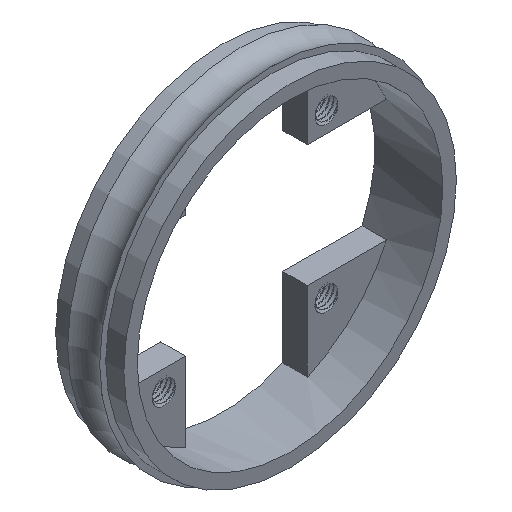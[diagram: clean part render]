
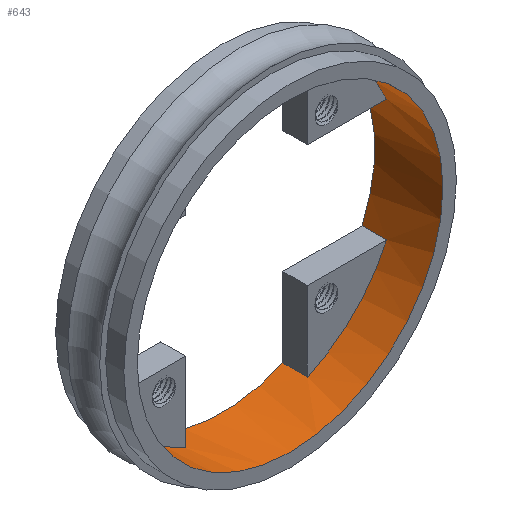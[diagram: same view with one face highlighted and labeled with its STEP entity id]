
A CAD part, isometric view. The second image highlights one B-rep face of the part: STEP entity #643.
In plain terms, the highlighted cylindrical face has radius 18.796 mm (diameter 37.592 mm), a full revolution.
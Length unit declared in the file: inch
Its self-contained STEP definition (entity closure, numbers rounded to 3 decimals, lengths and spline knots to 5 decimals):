
#29=FACE_BOUND('',#195,.T.);
#41=LINE('',#4250,#69);
#44=LINE('',#4255,#72);
#46=LINE('',#4262,#74);
#49=LINE('',#4267,#77);
#51=LINE('',#4274,#79);
#54=LINE('',#4279,#82);
#56=LINE('',#4286,#84);
#59=LINE('',#4291,#87);
#69=VECTOR('',#772,0.3937);
#72=VECTOR('',#777,0.3937);
#74=VECTOR('',#785,0.3937);
#77=VECTOR('',#790,0.3937);
#79=VECTOR('',#798,0.3937);
#82=VECTOR('',#803,0.3937);
#84=VECTOR('',#811,0.3937);
#87=VECTOR('',#816,0.3937);
#145=FACE_OUTER_BOUND('',#194,.T.);
#194=EDGE_LOOP('',(#578,#579,#580,#581,#582,#583,#584,#585,#586,#587,#588,
#589,#590,#591,#592,#593));
#195=EDGE_LOOP('',(#594));
#234=CIRCLE('',#652,0.74);
#238=CIRCLE('',#658,0.74);
#242=CIRCLE('',#664,0.74);
#246=CIRCLE('',#670,0.74);
#257=CIRCLE('',#698,0.74);
#258=CIRCLE('',#699,0.74);
#259=CIRCLE('',#700,0.74);
#260=CIRCLE('',#701,0.74);
#261=CIRCLE('',#703,0.74);
#271=VERTEX_POINT('',#1696);
#272=VERTEX_POINT('',#1697);
#282=VERTEX_POINT('',#2543);
#283=VERTEX_POINT('',#2544);
#293=VERTEX_POINT('',#3390);
#294=VERTEX_POINT('',#3391);
#304=VERTEX_POINT('',#4237);
#305=VERTEX_POINT('',#4238);
#308=VERTEX_POINT('',#4248);
#309=VERTEX_POINT('',#4253);
#311=VERTEX_POINT('',#4260);
#312=VERTEX_POINT('',#4265);
#314=VERTEX_POINT('',#4272);
#315=VERTEX_POINT('',#4277);
#317=VERTEX_POINT('',#4284);
#318=VERTEX_POINT('',#4289);
#324=VERTEX_POINT('',#4312);
#336=EDGE_CURVE('',#271,#272,#234,.T.);
#350=EDGE_CURVE('',#282,#283,#238,.T.);
#364=EDGE_CURVE('',#293,#294,#242,.T.);
#378=EDGE_CURVE('',#304,#305,#246,.T.);
#384=EDGE_CURVE('',#272,#308,#41,.T.);
#387=EDGE_CURVE('',#309,#271,#44,.T.);
#390=EDGE_CURVE('',#294,#311,#46,.T.);
#393=EDGE_CURVE('',#312,#293,#49,.T.);
#396=EDGE_CURVE('',#305,#314,#51,.T.);
#399=EDGE_CURVE('',#315,#304,#54,.T.);
#402=EDGE_CURVE('',#283,#317,#56,.T.);
#405=EDGE_CURVE('',#318,#282,#59,.T.);
#411=EDGE_CURVE('',#317,#312,#257,.T.);
#412=EDGE_CURVE('',#314,#318,#258,.T.);
#413=EDGE_CURVE('',#308,#315,#259,.T.);
#414=EDGE_CURVE('',#311,#309,#260,.T.);
#415=EDGE_CURVE('',#324,#324,#261,.T.);
#578=ORIENTED_EDGE('',*,*,#384,.T.);
#579=ORIENTED_EDGE('',*,*,#413,.T.);
#580=ORIENTED_EDGE('',*,*,#399,.T.);
#581=ORIENTED_EDGE('',*,*,#378,.T.);
#582=ORIENTED_EDGE('',*,*,#396,.T.);
#583=ORIENTED_EDGE('',*,*,#412,.T.);
#584=ORIENTED_EDGE('',*,*,#405,.T.);
#585=ORIENTED_EDGE('',*,*,#350,.T.);
#586=ORIENTED_EDGE('',*,*,#402,.T.);
#587=ORIENTED_EDGE('',*,*,#411,.T.);
#588=ORIENTED_EDGE('',*,*,#393,.T.);
#589=ORIENTED_EDGE('',*,*,#364,.T.);
#590=ORIENTED_EDGE('',*,*,#390,.T.);
#591=ORIENTED_EDGE('',*,*,#414,.T.);
#592=ORIENTED_EDGE('',*,*,#387,.T.);
#593=ORIENTED_EDGE('',*,*,#336,.T.);
#594=ORIENTED_EDGE('',*,*,#415,.F.);
#608=CYLINDRICAL_SURFACE('',#702,0.74);
#643=ADVANCED_FACE('',(#145,#29),#608,.F.);
#652=AXIS2_PLACEMENT_3D('',#1698,#717,#718);
#658=AXIS2_PLACEMENT_3D('',#2545,#731,#732);
#664=AXIS2_PLACEMENT_3D('',#3392,#745,#746);
#670=AXIS2_PLACEMENT_3D('',#4239,#759,#760);
#698=AXIS2_PLACEMENT_3D('',#4307,#837,#838);
#699=AXIS2_PLACEMENT_3D('',#4308,#839,#840);
#700=AXIS2_PLACEMENT_3D('',#4309,#841,#842);
#701=AXIS2_PLACEMENT_3D('',#4310,#843,#844);
#702=AXIS2_PLACEMENT_3D('',#4311,#845,#846);
#703=AXIS2_PLACEMENT_3D('',#4313,#847,#848);
#717=DIRECTION('center_axis',(0.,1.,0.));
#718=DIRECTION('ref_axis',(0.,0.,1.));
#731=DIRECTION('center_axis',(0.,1.,0.));
#732=DIRECTION('ref_axis',(0.,0.,1.));
#745=DIRECTION('center_axis',(0.,1.,0.));
#746=DIRECTION('ref_axis',(0.,0.,1.));
#759=DIRECTION('center_axis',(0.,1.,0.));
#760=DIRECTION('ref_axis',(0.,0.,1.));
#772=DIRECTION('',(0.,1.,0.));
#777=DIRECTION('',(0.,-1.,0.));
#785=DIRECTION('',(0.,1.,0.));
#790=DIRECTION('',(0.,-1.,0.));
#798=DIRECTION('',(0.,1.,0.));
#803=DIRECTION('',(0.,-1.,0.));
#811=DIRECTION('',(0.,1.,0.));
#816=DIRECTION('',(0.,-1.,0.));
#837=DIRECTION('center_axis',(0.,1.,0.));
#838=DIRECTION('ref_axis',(1.,0.,0.));
#839=DIRECTION('center_axis',(0.,1.,0.));
#840=DIRECTION('ref_axis',(1.,0.,0.));
#841=DIRECTION('center_axis',(0.,1.,0.));
#842=DIRECTION('ref_axis',(1.,0.,0.));
#843=DIRECTION('center_axis',(0.,1.,0.));
#844=DIRECTION('ref_axis',(1.,0.,0.));
#845=DIRECTION('center_axis',(0.,1.,0.));
#846=DIRECTION('ref_axis',(0.,0.,1.));
#847=DIRECTION('center_axis',(0.,1.,0.));
#848=DIRECTION('ref_axis',(1.,0.,0.));
#1696=CARTESIAN_POINT('',(-0.67854,0.04689,0.29528));
#1697=CARTESIAN_POINT('',(-0.29528,0.04689,0.67854));
#1698=CARTESIAN_POINT('Origin',(0.,0.04689,0.));
#2543=CARTESIAN_POINT('',(0.67854,0.04689,-0.29528));
#2544=CARTESIAN_POINT('',(0.29528,0.04689,-0.67854));
#2545=CARTESIAN_POINT('Origin',(0.,0.04689,0.));
#3390=CARTESIAN_POINT('',(-0.29528,0.04689,-0.67854));
#3391=CARTESIAN_POINT('',(-0.67854,0.04689,-0.29528));
#3392=CARTESIAN_POINT('Origin',(0.,0.04689,0.));
#4237=CARTESIAN_POINT('',(0.29528,0.04689,0.67854));
#4238=CARTESIAN_POINT('',(0.67854,0.04689,0.29528));
#4239=CARTESIAN_POINT('Origin',(0.,0.04689,0.));
#4248=CARTESIAN_POINT('',(-0.29528,0.165,0.67854));
#4250=CARTESIAN_POINT('',(-0.29528,0.,0.67854));
#4253=CARTESIAN_POINT('',(-0.67854,0.165,0.29528));
#4255=CARTESIAN_POINT('',(-0.67854,0.,0.29528));
#4260=CARTESIAN_POINT('',(-0.67854,0.165,-0.29528));
#4262=CARTESIAN_POINT('',(-0.67854,0.,-0.29528));
#4265=CARTESIAN_POINT('',(-0.29528,0.165,-0.67854));
#4267=CARTESIAN_POINT('',(-0.29528,0.,-0.67854));
#4272=CARTESIAN_POINT('',(0.67854,0.165,0.29528));
#4274=CARTESIAN_POINT('',(0.67854,0.,0.29528));
#4277=CARTESIAN_POINT('',(0.29528,0.165,0.67854));
#4279=CARTESIAN_POINT('',(0.29528,0.,0.67854));
#4284=CARTESIAN_POINT('',(0.29528,0.165,-0.67854));
#4286=CARTESIAN_POINT('',(0.29528,0.,-0.67854));
#4289=CARTESIAN_POINT('',(0.67854,0.165,-0.29528));
#4291=CARTESIAN_POINT('',(0.67854,0.,-0.29528));
#4307=CARTESIAN_POINT('Origin',(0.,0.165,0.));
#4308=CARTESIAN_POINT('Origin',(0.,0.165,0.));
#4309=CARTESIAN_POINT('Origin',(0.,0.165,0.));
#4310=CARTESIAN_POINT('Origin',(0.,0.165,0.));
#4311=CARTESIAN_POINT('Origin',(0.,0.,0.));
#4312=CARTESIAN_POINT('',(0.,-0.165,0.74));
#4313=CARTESIAN_POINT('Origin',(0.,-0.165,0.));
